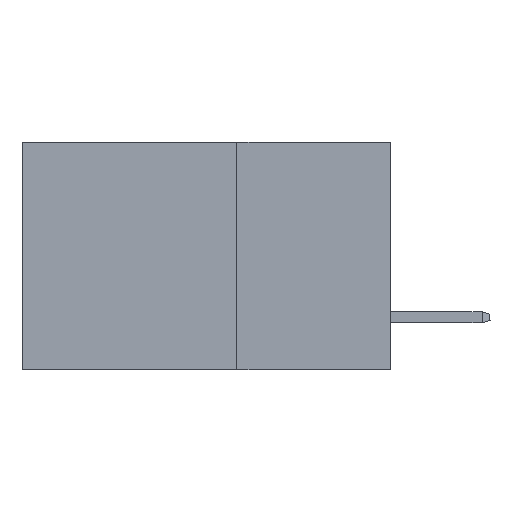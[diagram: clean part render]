
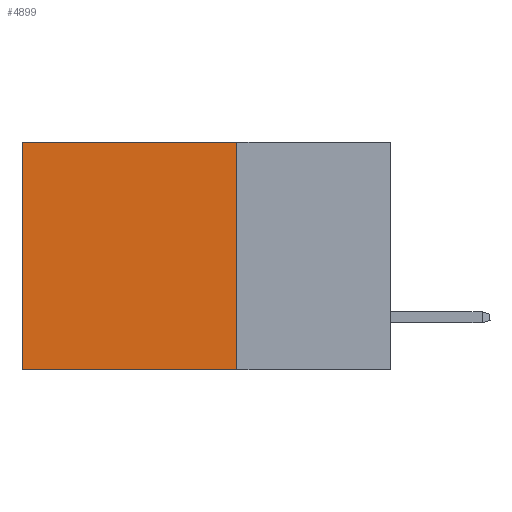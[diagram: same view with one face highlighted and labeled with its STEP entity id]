
A CAD part, left-side view. The second image highlights one B-rep face of the part: STEP entity #4899.
In plain terms, the highlighted planar face has unit normal (-1, 0, 0).
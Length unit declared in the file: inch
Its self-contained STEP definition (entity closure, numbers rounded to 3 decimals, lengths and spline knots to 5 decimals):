
#256 = AXIS2_PLACEMENT_3D ( 'NONE', #6783, #1587, #1473 ) ;
#1473 = DIRECTION ( 'NONE',  ( 0., 0., -1. ) ) ;
#1587 = DIRECTION ( 'NONE',  ( 1., 0., 0. ) ) ;
#1780 = VECTOR ( 'NONE', #28202, 39.37008 ) ;
#4715 = CARTESIAN_POINT ( 'NONE',  ( 0.2875, 0.25, -0.37 ) ) ;
#4899 = ADVANCED_FACE ( 'NONE', ( #27872 ), #30406, .F. ) ;
#6783 = CARTESIAN_POINT ( 'NONE',  ( 0.2875, 0.25, 0. ) ) ;
#7393 = CARTESIAN_POINT ( 'NONE',  ( 0.2875, 0.6, 0. ) ) ;
#9949 = ORIENTED_EDGE ( 'NONE', *, *, #20471, .F. ) ;
#9989 = ORIENTED_EDGE ( 'NONE', *, *, #10602, .T. ) ;
#10024 = LINE ( 'NONE', #4715, #1780 ) ;
#10602 = EDGE_CURVE ( 'NONE', #33002, #21010, #23292, .T. ) ;
#11710 = VECTOR ( 'NONE', #24541, 39.37008 ) ;
#13433 = CARTESIAN_POINT ( 'NONE',  ( 0.2875, 0.25, 0. ) ) ;
#15459 = ORIENTED_EDGE ( 'NONE', *, *, #31980, .F. ) ;
#16390 = VERTEX_POINT ( 'NONE', #20662 ) ;
#18036 = LINE ( 'NONE', #31406, #31253 ) ;
#19139 = CARTESIAN_POINT ( 'NONE',  ( 0.2875, 0.6, 0. ) ) ;
#19579 = VERTEX_POINT ( 'NONE', #27136 ) ;
#20471 = EDGE_CURVE ( 'NONE', #33002, #16390, #18036, .T. ) ;
#20662 = CARTESIAN_POINT ( 'NONE',  ( 0.2875, 0.25, -0.37 ) ) ;
#21010 = VERTEX_POINT ( 'NONE', #7393 ) ;
#23292 = LINE ( 'NONE', #13433, #27390 ) ;
#23681 = DIRECTION ( 'NONE',  ( 0., 1., 0. ) ) ;
#24541 = DIRECTION ( 'NONE',  ( 0., 0., -1. ) ) ;
#24806 = CARTESIAN_POINT ( 'NONE',  ( 0.2875, 0.25, 0. ) ) ;
#25466 = EDGE_CURVE ( 'NONE', #21010, #19579, #25713, .T. ) ;
#25713 = LINE ( 'NONE', #19139, #11710 ) ;
#27136 = CARTESIAN_POINT ( 'NONE',  ( 0.2875, 0.6, -0.37 ) ) ;
#27390 = VECTOR ( 'NONE', #23681, 39.37008 ) ;
#27872 = FACE_OUTER_BOUND ( 'NONE', #30194, .T. ) ;
#28202 = DIRECTION ( 'NONE',  ( 0., 1., 0. ) ) ;
#28281 = ORIENTED_EDGE ( 'NONE', *, *, #25466, .T. ) ;
#30194 = EDGE_LOOP ( 'NONE', ( #28281, #15459, #9949, #9989 ) ) ;
#30406 = PLANE ( 'NONE',  #256 ) ;
#31253 = VECTOR ( 'NONE', #34034, 39.37008 ) ;
#31406 = CARTESIAN_POINT ( 'NONE',  ( 0.2875, 0.25, 0. ) ) ;
#31980 = EDGE_CURVE ( 'NONE', #16390, #19579, #10024, .T. ) ;
#33002 = VERTEX_POINT ( 'NONE', #24806 ) ;
#34034 = DIRECTION ( 'NONE',  ( 0., 0., -1. ) ) ;
